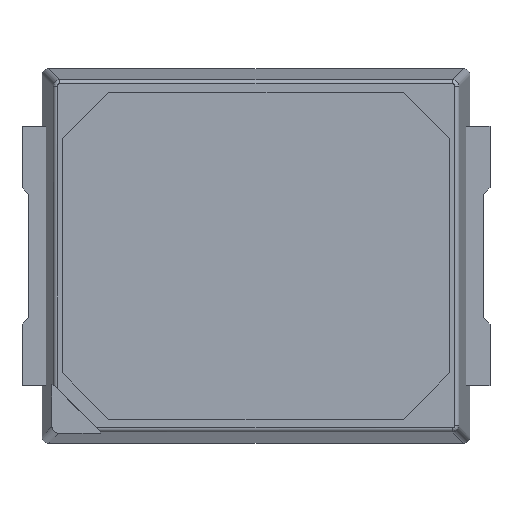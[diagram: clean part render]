
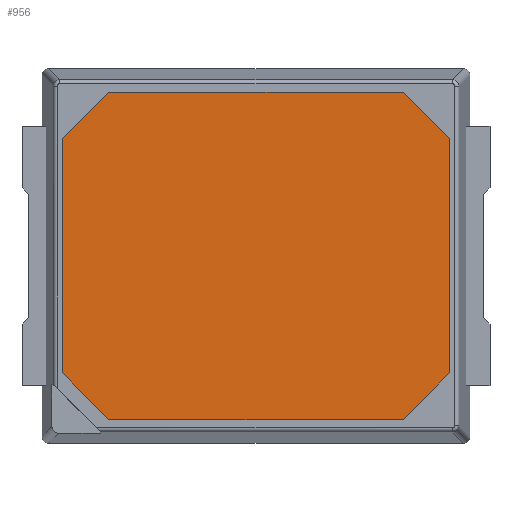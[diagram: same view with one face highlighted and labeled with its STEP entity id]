
A CAD part, top view. The second image highlights one B-rep face of the part: STEP entity #956.
In plain terms, the highlighted planar face has unit normal (0, 0, 1).
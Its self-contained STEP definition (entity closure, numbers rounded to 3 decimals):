
#52=PLANE('',#1038);
#105=FACE_OUTER_BOUND('',#156,.T.);
#156=EDGE_LOOP('',(#792,#793,#794,#795,#796,#797,#798,#799));
#233=LINE('',#1524,#347);
#236=LINE('',#1529,#350);
#238=LINE('',#1533,#352);
#240=LINE('',#1537,#354);
#242=LINE('',#1541,#356);
#244=LINE('',#1545,#358);
#246=LINE('',#1549,#360);
#247=LINE('',#1551,#361);
#347=VECTOR('',#1187,10.);
#350=VECTOR('',#1192,10.);
#352=VECTOR('',#1196,10.);
#354=VECTOR('',#1200,10.);
#356=VECTOR('',#1204,10.);
#358=VECTOR('',#1208,10.);
#360=VECTOR('',#1212,10.);
#361=VECTOR('',#1215,10.);
#475=VERTEX_POINT('',#1521);
#476=VERTEX_POINT('',#1523);
#477=VERTEX_POINT('',#1527);
#478=VERTEX_POINT('',#1531);
#479=VERTEX_POINT('',#1535);
#480=VERTEX_POINT('',#1539);
#481=VERTEX_POINT('',#1543);
#482=VERTEX_POINT('',#1547);
#583=EDGE_CURVE('',#475,#476,#233,.T.);
#586=EDGE_CURVE('',#477,#475,#236,.T.);
#588=EDGE_CURVE('',#478,#477,#238,.T.);
#590=EDGE_CURVE('',#479,#478,#240,.T.);
#592=EDGE_CURVE('',#480,#479,#242,.T.);
#594=EDGE_CURVE('',#481,#480,#244,.T.);
#596=EDGE_CURVE('',#482,#481,#246,.T.);
#597=EDGE_CURVE('',#476,#482,#247,.T.);
#792=ORIENTED_EDGE('',*,*,#597,.F.);
#793=ORIENTED_EDGE('',*,*,#583,.F.);
#794=ORIENTED_EDGE('',*,*,#586,.F.);
#795=ORIENTED_EDGE('',*,*,#588,.F.);
#796=ORIENTED_EDGE('',*,*,#590,.F.);
#797=ORIENTED_EDGE('',*,*,#592,.F.);
#798=ORIENTED_EDGE('',*,*,#594,.F.);
#799=ORIENTED_EDGE('',*,*,#596,.F.);
#956=ADVANCED_FACE('',(#105),#52,.F.);
#1038=AXIS2_PLACEMENT_3D('',#1552,#1216,#1217);
#1187=DIRECTION('',(-0.707,-0.707,0.));
#1192=DIRECTION('',(0.,-1.,0.));
#1196=DIRECTION('',(0.707,-0.707,0.));
#1200=DIRECTION('',(1.,0.,0.));
#1204=DIRECTION('',(0.707,0.707,0.));
#1208=DIRECTION('',(0.,1.,0.));
#1212=DIRECTION('',(-0.707,0.707,0.));
#1215=DIRECTION('',(-1.,0.,0.));
#1216=DIRECTION('center_axis',(0.,0.,-1.));
#1217=DIRECTION('ref_axis',(-1.,0.,0.));
#1521=CARTESIAN_POINT('',(1.45,-0.875,0.691));
#1523=CARTESIAN_POINT('',(1.1,-1.225,0.691));
#1524=CARTESIAN_POINT('',(1.45,-0.875,0.691));
#1527=CARTESIAN_POINT('',(1.45,0.875,0.691));
#1529=CARTESIAN_POINT('',(1.45,0.875,0.691));
#1531=CARTESIAN_POINT('',(1.1,1.225,0.691));
#1533=CARTESIAN_POINT('',(1.1,1.225,0.691));
#1535=CARTESIAN_POINT('',(-1.1,1.225,0.691));
#1537=CARTESIAN_POINT('',(-1.1,1.225,0.691));
#1539=CARTESIAN_POINT('',(-1.45,0.875,0.691));
#1541=CARTESIAN_POINT('',(-1.45,0.875,0.691));
#1543=CARTESIAN_POINT('',(-1.45,-0.875,0.691));
#1545=CARTESIAN_POINT('',(-1.45,-0.875,0.691));
#1547=CARTESIAN_POINT('',(-1.1,-1.225,0.691));
#1549=CARTESIAN_POINT('',(-1.1,-1.225,0.691));
#1551=CARTESIAN_POINT('',(1.1,-1.225,0.691));
#1552=CARTESIAN_POINT('Origin',(0.,0.,0.691));
